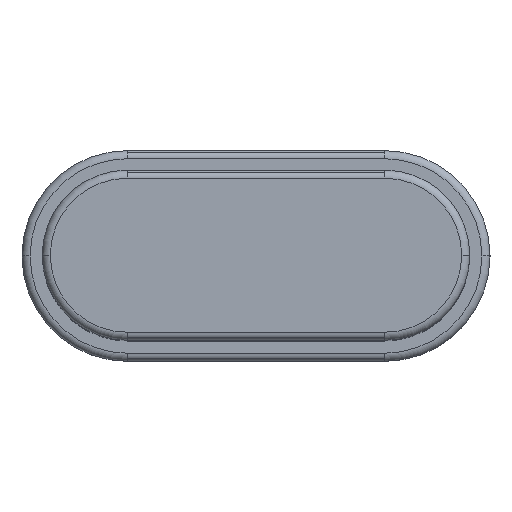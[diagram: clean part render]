
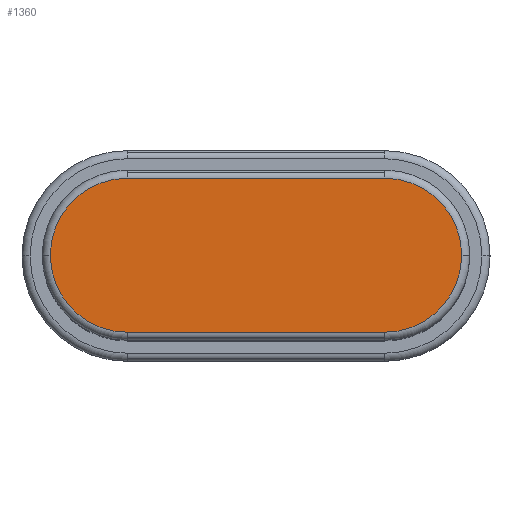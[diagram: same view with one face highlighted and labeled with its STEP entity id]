
A CAD part, top view. The second image highlights one B-rep face of the part: STEP entity #1360.
In plain terms, the highlighted planar face has unit normal (0, 0, 1).
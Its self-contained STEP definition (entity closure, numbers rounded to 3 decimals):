
#1070=CARTESIAN_POINT('',(-3.175,1.9,13.84));
#1071=VERTEX_POINT('',#1070);
#1079=CARTESIAN_POINT('',(3.175,1.9,13.84));
#1080=VERTEX_POINT('',#1079);
#1081=CARTESIAN_POINT('',(-3.175,1.9,13.84));
#1082=DIRECTION('',(1.0,0.0,0.0));
#1083=VECTOR('',#1082,6.35);
#1084=LINE('',#1081,#1083);
#1085=EDGE_CURVE('',#1071,#1080,#1084,.T.);
#1102=CARTESIAN_POINT('',(-5.075,0.,13.84));
#1103=VERTEX_POINT('',#1102);
#1111=CARTESIAN_POINT('',(-3.175,0.,13.84));
#1112=DIRECTION('',(0.0,0.0,-1.0));
#1113=DIRECTION('',(-1.0,0.0,0.0));
#1114=AXIS2_PLACEMENT_3D('',#1111,#1112,#1113);
#1115=CIRCLE('',#1114,1.9);
#1116=EDGE_CURVE('',#1103,#1071,#1115,.T.);
#1143=CARTESIAN_POINT('',(5.075,0.,13.84));
#1144=VERTEX_POINT('',#1143);
#1161=CARTESIAN_POINT('',(3.175,0.,13.84));
#1162=DIRECTION('',(0.0,0.0,-1.0));
#1163=DIRECTION('',(1.0,0.0,0.0));
#1164=AXIS2_PLACEMENT_3D('',#1161,#1162,#1163);
#1165=CIRCLE('',#1164,1.9);
#1166=EDGE_CURVE('',#1080,#1144,#1165,.T.);
#1186=CARTESIAN_POINT('',(3.175,-1.9,13.84));
#1187=VERTEX_POINT('',#1186);
#1195=CARTESIAN_POINT('',(-3.175,-1.9,13.84));
#1196=VERTEX_POINT('',#1195);
#1197=CARTESIAN_POINT('',(3.175,-1.9,13.84));
#1198=DIRECTION('',(-1.0,0.0,0.0));
#1199=VECTOR('',#1198,6.35);
#1200=LINE('',#1197,#1199);
#1201=EDGE_CURVE('',#1187,#1196,#1200,.T.);
#1250=CARTESIAN_POINT('',(3.175,0.,13.84));
#1251=DIRECTION('',(0.0,0.0,-1.0));
#1252=DIRECTION('',(1.0,0.0,0.0));
#1253=AXIS2_PLACEMENT_3D('',#1250,#1251,#1252);
#1254=CIRCLE('',#1253,1.9);
#1255=EDGE_CURVE('',#1144,#1187,#1254,.T.);
#1278=CARTESIAN_POINT('',(-3.175,0.,13.84));
#1279=DIRECTION('',(0.0,0.0,-1.0));
#1280=DIRECTION('',(-1.0,0.0,0.0));
#1281=AXIS2_PLACEMENT_3D('',#1278,#1279,#1280);
#1282=CIRCLE('',#1281,1.9);
#1283=EDGE_CURVE('',#1196,#1103,#1282,.T.);
#1347=CARTESIAN_POINT('',(0.,0.,13.84));
#1348=DIRECTION('',(0.0,0.0,1.0));
#1349=DIRECTION('',(1.0,0.0,0.0));
#1350=AXIS2_PLACEMENT_3D('',#1347,#1348,#1349);
#1351=PLANE('',#1350);
#1352=ORIENTED_EDGE('',*,*,#1201,.F.);
#1353=ORIENTED_EDGE('',*,*,#1255,.F.);
#1354=ORIENTED_EDGE('',*,*,#1166,.F.);
#1355=ORIENTED_EDGE('',*,*,#1085,.F.);
#1356=ORIENTED_EDGE('',*,*,#1116,.F.);
#1357=ORIENTED_EDGE('',*,*,#1283,.F.);
#1358=EDGE_LOOP('',(#1352,#1353,#1354,#1355,#1356,#1357));
#1359=FACE_OUTER_BOUND('',#1358,.T.);
#1360=ADVANCED_FACE('',(#1359),#1351,.T.);
